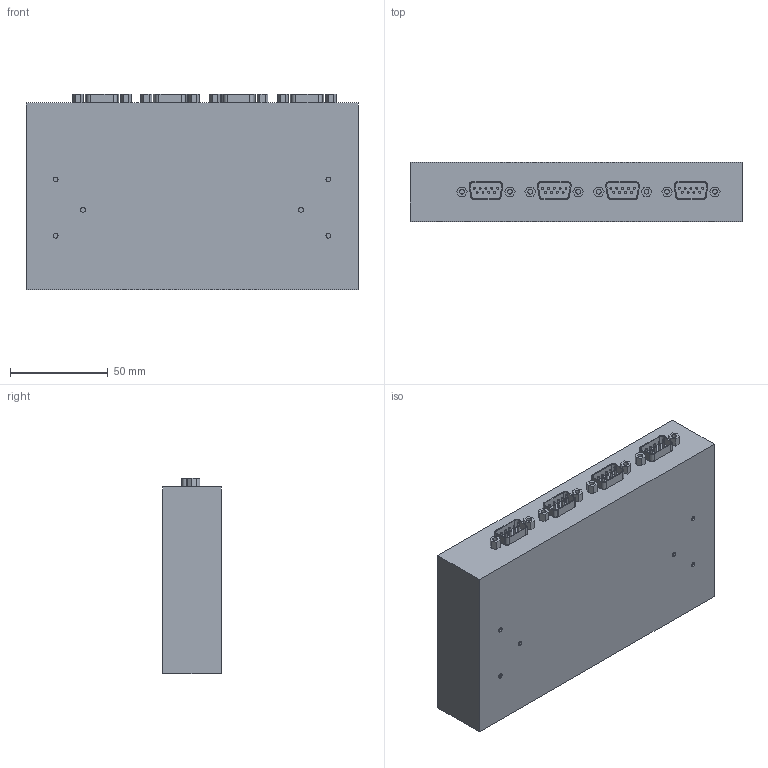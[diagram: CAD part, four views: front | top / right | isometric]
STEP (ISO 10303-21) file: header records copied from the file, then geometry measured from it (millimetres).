
FILE_DESCRIPTION(/* description */ (''),/* implementation_level */ '2;1');
FILE_NAME(/* name */ 'USB2-4COM-M.stp',/* time_stamp */ '2016-06-17T13:42:56-04:00',/* author */ ('Kieran'),/* organization */ (''),/* preprocessor_version */ 'ST-DEVELOPER v15.6',/* originating_system */ 'Autodesk Inventor 2015',/* authorisation */ '');
FILE_SCHEMA (('AUTOMOTIVE_DESIGN { 1 0 10303 214 3 1 1 }'));
Length unit declared in the file: millimetre
Products named in the file (1): USB2-4COM-M
Bounding box: 170 x 30.15 x 100.15 mm (x, y, z)
Volume: 48537.5 mm3; surface area: 98020.7 mm2
Topology: 1 solids, 1 shells, 259 faces, 576 edges, 384 vertices
Faces by surface type: plane 177, cylinder 82
Full cylindrical faces by diameter (mm): 1 x36, 2.4 x6, 2.45 x8
Entity records: 6968 total; most frequent: DIRECTION 1210, CARTESIAN_POINT 1170, ORIENTED_EDGE 1052, EDGE_CURVE 526, AXIS2_PLACEMENT_3D 424, EDGE_LOOP 384, VERTEX_POINT 384, LINE 362
